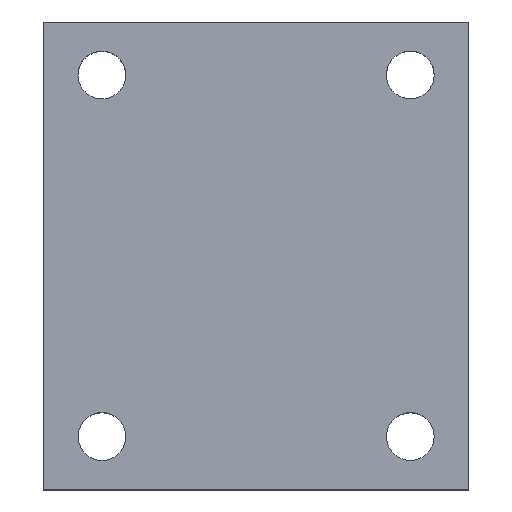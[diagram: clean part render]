
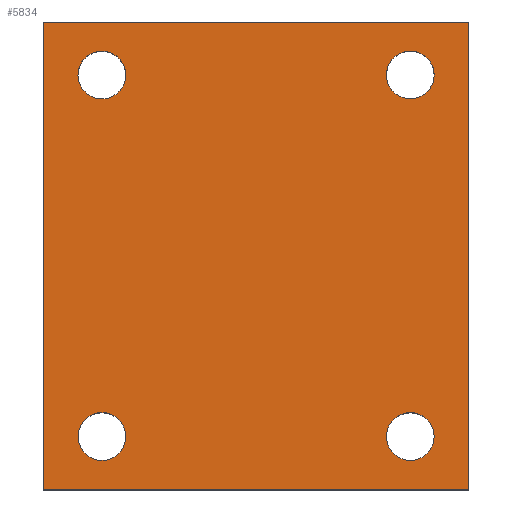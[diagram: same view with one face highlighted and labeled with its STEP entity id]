
A CAD part, top view. The second image highlights one B-rep face of the part: STEP entity #5834.
In plain terms, the highlighted planar face has unit normal (0, 0, 1).
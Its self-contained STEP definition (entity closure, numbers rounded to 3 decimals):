
#36=CIRCLE('',#6080,3.569);
#39=CIRCLE('',#6084,3.569);
#42=CIRCLE('',#6088,3.569);
#45=CIRCLE('',#6092,3.569);
#78=FACE_BOUND('',#901,.T.);
#79=FACE_BOUND('',#902,.T.);
#80=FACE_BOUND('',#903,.T.);
#81=FACE_BOUND('',#904,.T.);
#297=PLANE('',#6097);
#587=FACE_OUTER_BOUND('',#900,.T.);
#900=EDGE_LOOP('',(#5179,#5180,#5181,#5182));
#901=EDGE_LOOP('',(#5183));
#902=EDGE_LOOP('',(#5184));
#903=EDGE_LOOP('',(#5185));
#904=EDGE_LOOP('',(#5186));
#1135=LINE('',#8771,#1751);
#1524=LINE('',#9769,#2140);
#1527=LINE('',#9775,#2143);
#1530=LINE('',#9779,#2146);
#1751=VECTOR('',#6439,10.);
#2140=VECTOR('',#7198,10.);
#2143=VECTOR('',#7203,10.);
#2146=VECTOR('',#7208,10.);
#2527=VERTEX_POINT('',#8768);
#2528=VERTEX_POINT('',#8770);
#2813=VERTEX_POINT('',#9738);
#2816=VERTEX_POINT('',#9746);
#2819=VERTEX_POINT('',#9754);
#2822=VERTEX_POINT('',#9762);
#2824=VERTEX_POINT('',#9768);
#2826=VERTEX_POINT('',#9774);
#3177=EDGE_CURVE('',#2528,#2527,#1135,.T.);
#3600=EDGE_CURVE('',#2813,#2813,#36,.T.);
#3604=EDGE_CURVE('',#2816,#2816,#39,.T.);
#3608=EDGE_CURVE('',#2819,#2819,#42,.T.);
#3612=EDGE_CURVE('',#2822,#2822,#45,.T.);
#3614=EDGE_CURVE('',#2824,#2528,#1524,.T.);
#3617=EDGE_CURVE('',#2826,#2824,#1527,.T.);
#3620=EDGE_CURVE('',#2527,#2826,#1530,.T.);
#5179=ORIENTED_EDGE('',*,*,#3177,.T.);
#5180=ORIENTED_EDGE('',*,*,#3620,.T.);
#5181=ORIENTED_EDGE('',*,*,#3617,.T.);
#5182=ORIENTED_EDGE('',*,*,#3614,.T.);
#5183=ORIENTED_EDGE('',*,*,#3600,.T.);
#5184=ORIENTED_EDGE('',*,*,#3604,.T.);
#5185=ORIENTED_EDGE('',*,*,#3608,.T.);
#5186=ORIENTED_EDGE('',*,*,#3612,.T.);
#5834=ADVANCED_FACE('',(#587,#78,#79,#80,#81),#297,.T.);
#6080=AXIS2_PLACEMENT_3D('',#9740,#7166,#7167);
#6084=AXIS2_PLACEMENT_3D('',#9748,#7175,#7176);
#6088=AXIS2_PLACEMENT_3D('',#9756,#7184,#7185);
#6092=AXIS2_PLACEMENT_3D('',#9764,#7193,#7194);
#6097=AXIS2_PLACEMENT_3D('',#9781,#7211,#7212);
#6439=DIRECTION('',(1.,0.,0.));
#7166=DIRECTION('center_axis',(0.,0.,-1.));
#7167=DIRECTION('ref_axis',(1.,0.,0.));
#7175=DIRECTION('center_axis',(0.,0.,-1.));
#7176=DIRECTION('ref_axis',(1.,0.,0.));
#7184=DIRECTION('center_axis',(0.,0.,-1.));
#7185=DIRECTION('ref_axis',(1.,0.,0.));
#7193=DIRECTION('center_axis',(0.,0.,-1.));
#7194=DIRECTION('ref_axis',(1.,0.,0.));
#7198=DIRECTION('',(0.,-1.,0.));
#7203=DIRECTION('',(-1.,0.,0.));
#7208=DIRECTION('',(0.,1.,0.));
#7211=DIRECTION('center_axis',(0.,0.,1.));
#7212=DIRECTION('ref_axis',(1.,0.,0.));
#8768=CARTESIAN_POINT('',(63.5,0.,19.05));
#8770=CARTESIAN_POINT('',(0.,0.,19.05));
#8771=CARTESIAN_POINT('',(0.,0.,19.05));
#9738=CARTESIAN_POINT('',(51.219,7.95,19.05));
#9740=CARTESIAN_POINT('Origin',(54.788,7.95,19.05));
#9746=CARTESIAN_POINT('',(5.169,61.925,19.05));
#9748=CARTESIAN_POINT('Origin',(8.738,61.925,19.05));
#9754=CARTESIAN_POINT('',(51.219,61.938,19.05));
#9756=CARTESIAN_POINT('Origin',(54.788,61.938,19.05));
#9762=CARTESIAN_POINT('',(5.182,7.95,19.05));
#9764=CARTESIAN_POINT('Origin',(8.75,7.95,19.05));
#9768=CARTESIAN_POINT('',(0.,69.85,19.05));
#9769=CARTESIAN_POINT('',(0.,69.85,19.05));
#9774=CARTESIAN_POINT('',(63.5,69.85,19.05));
#9775=CARTESIAN_POINT('',(63.5,69.85,19.05));
#9779=CARTESIAN_POINT('',(63.5,0.,19.05));
#9781=CARTESIAN_POINT('Origin',(31.75,34.925,19.05));
